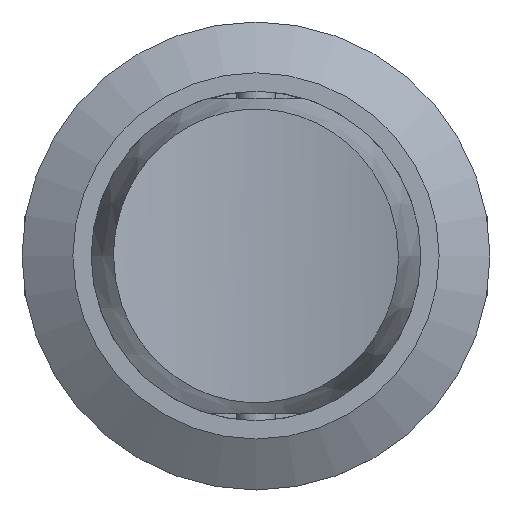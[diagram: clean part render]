
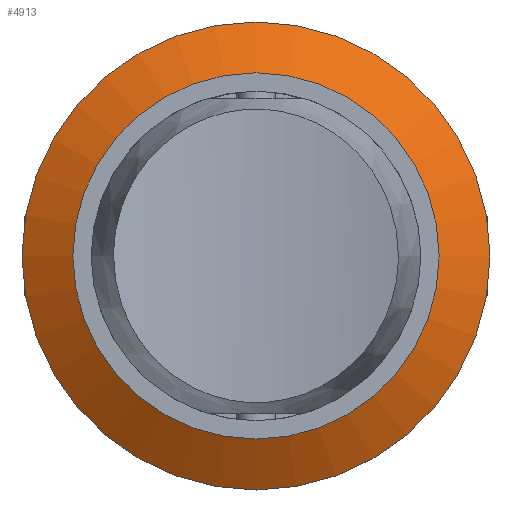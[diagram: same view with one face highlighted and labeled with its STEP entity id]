
A CAD part, top view. The second image highlights one B-rep face of the part: STEP entity #4913.
In plain terms, the highlighted conical face has half-angle 59.036 degrees and reference radius 10.25 mm.
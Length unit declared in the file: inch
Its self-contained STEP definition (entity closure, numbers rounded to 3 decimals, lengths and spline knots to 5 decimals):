
#128=CONICAL_SURFACE('',#5207,0.40354,1.03);
#403=FACE_OUTER_BOUND('',#664,.T.);
#664=EDGE_LOOP('',(#4215,#4216,#4217,#4218));
#742=CIRCLE('',#5208,0.45276);
#743=CIRCLE('',#5209,0.35433);
#1263=LINE('',#8300,#1790);
#1790=VECTOR('',#6271,0.40354);
#2241=VERTEX_POINT('',#8297);
#2242=VERTEX_POINT('',#8299);
#2906=EDGE_CURVE('',#2241,#2241,#742,.T.);
#2907=EDGE_CURVE('',#2241,#2242,#1263,.T.);
#2908=EDGE_CURVE('',#2242,#2242,#743,.T.);
#4215=ORIENTED_EDGE('',*,*,#2906,.T.);
#4216=ORIENTED_EDGE('',*,*,#2907,.T.);
#4217=ORIENTED_EDGE('',*,*,#2908,.T.);
#4218=ORIENTED_EDGE('',*,*,#2907,.F.);
#4913=ADVANCED_FACE('',(#403),#128,.T.);
#5207=AXIS2_PLACEMENT_3D('',#8296,#6267,#6268);
#5208=AXIS2_PLACEMENT_3D('',#8298,#6269,#6270);
#5209=AXIS2_PLACEMENT_3D('',#8301,#6272,#6273);
#6267=DIRECTION('center_axis',(0.,0.,-1.));
#6268=DIRECTION('ref_axis',(-1.,0.,0.));
#6269=DIRECTION('center_axis',(0.,0.,1.));
#6270=DIRECTION('ref_axis',(-1.,0.,0.));
#6271=DIRECTION('',(-0.857,0.,0.514));
#6272=DIRECTION('center_axis',(0.,0.,-1.));
#6273=DIRECTION('ref_axis',(-1.,0.,0.));
#8296=CARTESIAN_POINT('Origin',(0.,0.,0.62402));
#8297=CARTESIAN_POINT('',(0.45276,0.,0.59449));
#8298=CARTESIAN_POINT('Origin',(0.,0.,0.59449));
#8299=CARTESIAN_POINT('',(0.35433,0.,0.65354));
#8300=CARTESIAN_POINT('',(0.40354,0.,0.62402));
#8301=CARTESIAN_POINT('Origin',(0.,0.,0.65354));
